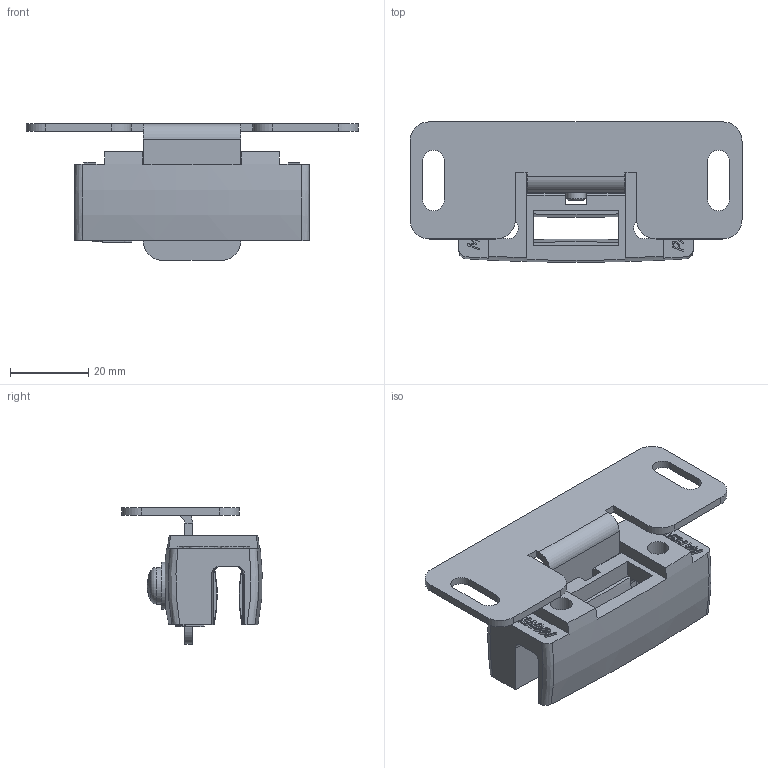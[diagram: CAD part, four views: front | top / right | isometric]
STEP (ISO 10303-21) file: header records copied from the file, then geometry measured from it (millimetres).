
FILE_DESCRIPTION(/* description */ (''),/* implementation_level */ '2;1');
FILE_NAME(/* name */ '1129.stp',/* time_stamp */ '2019-08-05T09:31:17+02:00',/* author */ ('DOMINIQUE'),/* organization */ (''),/* preprocessor_version */ 'ST-DEVELOPER v17.2',/* originating_system */ 'Autodesk Inventor 2019',/* authorisation */ '');
FILE_SCHEMA (('AUTOMOTIVE_DESIGN { 1 0 10303 214 3 1 1 }'));
Length unit declared in the file: millimetre
Products named in the file (5): Guide K+I; Guide K; 21760; ISO 7045 - M5 x 10 - 4.8 - H; 06109
Assembly tree (4 placements, depth 2):
  Guide K+I
    Guide K
    21760
    ISO 7045 - M5 x 10 - 4.8 - H
    06109
Bounding box: 85 x 35.91 x 35 mm (x, y, z)
Volume: 25053.6 mm3; surface area: 16136.1 mm2
Topology: 4 solids, 4 shells, 360 faces, 973 edges, 641 vertices
Faces by surface type: plane 256, cylinder 46, bspline 34, cone 14, torus 9, sphere 1
Full cylindrical faces by diameter (mm): 2.39 x1, 4.134 x1, 4.567 x1, 5 x1, 5.3 x1, 5.5 x2, 12 x1
Entity records: 12317 total; most frequent: CARTESIAN_POINT 3251, ORIENTED_EDGE 1946, DIRECTION 1660, EDGE_CURVE 973, LINE 700, VECTOR 700, VERTEX_POINT 641, AXIS2_PLACEMENT_3D 480
